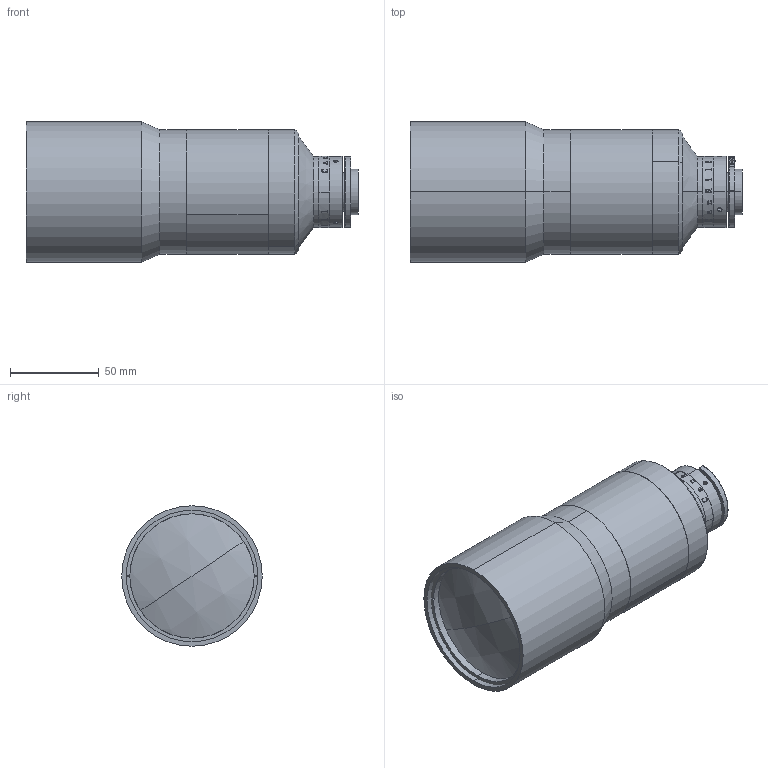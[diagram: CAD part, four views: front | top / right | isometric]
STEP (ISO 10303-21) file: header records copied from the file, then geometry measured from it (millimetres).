
FILE_DESCRIPTION (( 'STEP AP203' ), '1' );
FILE_NAME ('XF-PTL05508-C-(HD).STEP', '2019-02-14T06:49:59', ( 'zhanghp' ), ( '' ), 'SwSTEP 2.0', 'SolidWorks 2014', '' );
FILE_SCHEMA (( 'CONFIG_CONTROL_DESIGN' ));
Length unit declared in the file: millimetre
Products named in the file (1): XF-PTL05508-C-(HD)
Bounding box: 186.79 x 79 x 79 mm (x, y, z)
Surface area: 58273.4 mm2 (no closed solid volume)
Topology: 0 solids, 30 shells, 126 faces, 825 edges, 729 vertices
Faces by surface type: cylinder 65, plane 34, torus 13, cone 10, sphere 2, bspline 2
Entity records: 13865 total; most frequent: CARTESIAN_POINT 8033, DIRECTION 1083, ORIENTED_EDGE 1018, EDGE_CURVE 825, VERTEX_POINT 729, AXIS2_PLACEMENT_3D 421, CIRCLE 296, B_SPLINE_CURVE_WITH_KNOTS 288
